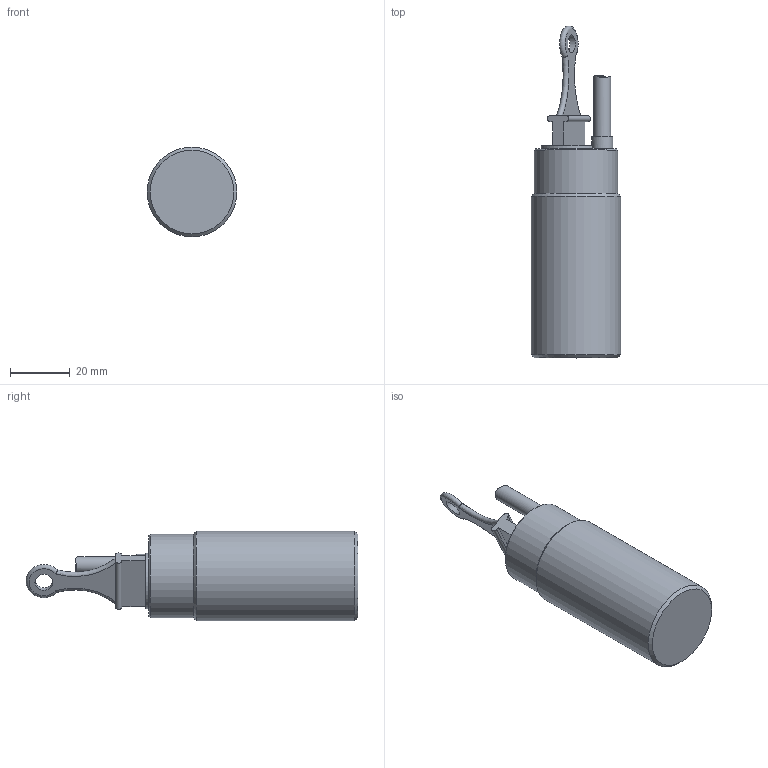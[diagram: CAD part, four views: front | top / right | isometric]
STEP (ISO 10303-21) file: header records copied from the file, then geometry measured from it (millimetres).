
FILE_DESCRIPTION(/* description */ (''),/* implementation_level */ '2;1');
FILE_NAME(/* name */ 'KA1518_Shrinkwrap_1.stp',/* time_stamp */ '2022-01-19T14:43:16+01:00',/* author */ ('Krieger Anja'),/* organization */ (''),/* preprocessor_version */ 'ST-DEVELOPER v18.1',/* originating_system */ 'Autodesk Inventor 2021',/* authorisation */ '');
FILE_SCHEMA (('AUTOMOTIVE_DESIGN { 1 0 10303 214 3 1 1 }'));
Length unit declared in the file: millimetre
Products named in the file (1): KA1120_Shrinkwrap_1
Bounding box: 30 x 110.98 x 30 mm (x, y, z)
Volume: 17402 mm3; surface area: 16548.1 mm2
Topology: 2 solids, 2 shells, 63 faces, 144 edges, 95 vertices
Faces by surface type: plane 34, cylinder 20, cone 4, torus 4, sphere 1
Full cylindrical faces by diameter (mm): 2.4 x1, 3 x1, 3.1 x1, 3.8 x1, 4 x1, 4.5 x1, 5 x1, 5.6 x1, 5.9 x1, 6 x1, 7 x1, 10 x1, 26.2 x1, 28 x1, 30 x1
Entity records: 2101 total; most frequent: CARTESIAN_POINT 498, DIRECTION 314, ORIENTED_EDGE 286, EDGE_CURVE 143, AXIS2_PLACEMENT_3D 121, VERTEX_POINT 95, EDGE_LOOP 78, LINE 72
